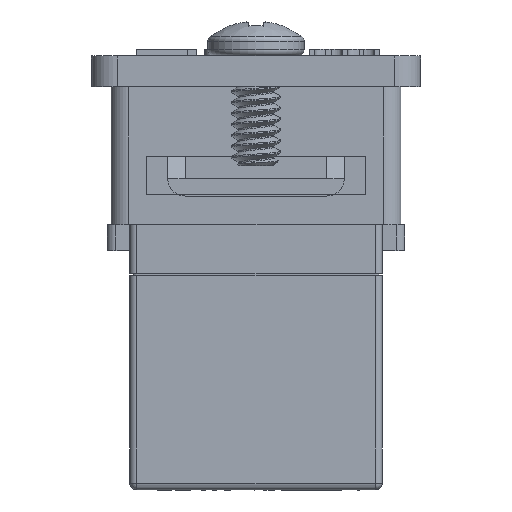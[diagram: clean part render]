
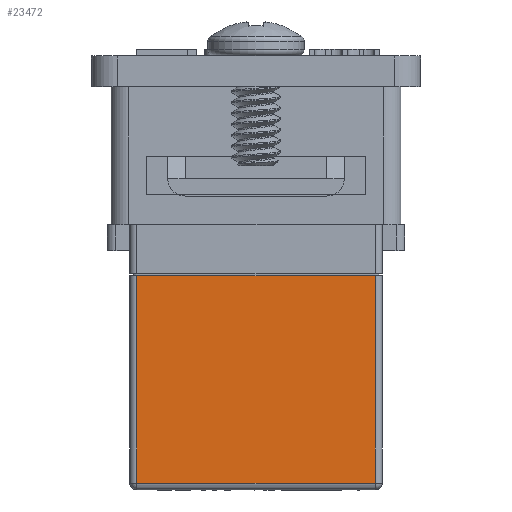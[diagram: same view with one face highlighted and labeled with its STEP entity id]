
A CAD part, front view. The second image highlights one B-rep face of the part: STEP entity #23472.
In plain terms, the highlighted planar face has unit normal (0, -1, 0).
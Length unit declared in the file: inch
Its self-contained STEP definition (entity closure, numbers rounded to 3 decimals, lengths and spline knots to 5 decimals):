
#1324 = VERTEX_POINT ( 'NONE', #26316 ) ;
#2271 = EDGE_LOOP ( 'NONE', ( #24921, #25104, #8857, #21010 ) ) ;
#3551 = EDGE_CURVE ( 'NONE', #1324, #3686, #8603, .T. ) ;
#3686 = VERTEX_POINT ( 'NONE', #16732 ) ;
#5762 = FACE_OUTER_BOUND ( 'NONE', #2271, .T. ) ;
#7946 = VECTOR ( 'NONE', #11722, 39.37008 ) ;
#8135 = VECTOR ( 'NONE', #21982, 39.37008 ) ;
#8603 = LINE ( 'NONE', #26194, #7946 ) ;
#8857 = ORIENTED_EDGE ( 'NONE', *, *, #13281, .T. ) ;
#9322 = CARTESIAN_POINT ( 'NONE',  ( 0.27165, -0.31693, 0.49213 ) ) ;
#9717 = PLANE ( 'NONE',  #10851 ) ;
#9999 = DIRECTION ( 'NONE',  ( 1., 0., 0. ) ) ;
#10851 = AXIS2_PLACEMENT_3D ( 'NONE', #24194, #26256, #13878 ) ;
#11673 = CARTESIAN_POINT ( 'NONE',  ( 0.2874, -0.31693, -0.47638 ) ) ;
#11722 = DIRECTION ( 'NONE',  ( 0., 0., -1. ) ) ;
#12960 = LINE ( 'NONE', #11673, #8135 ) ;
#13281 = EDGE_CURVE ( 'NONE', #3686, #18294, #12960, .T. ) ;
#13456 = VECTOR ( 'NONE', #9999, 39.37008 ) ;
#13479 = VECTOR ( 'NONE', #23781, 39.37008 ) ;
#13878 = DIRECTION ( 'NONE',  ( -1., 0., 0. ) ) ;
#15828 = EDGE_CURVE ( 'NONE', #1324, #17152, #25759, .T. ) ;
#16732 = CARTESIAN_POINT ( 'NONE',  ( -0.27165, -0.31693, -0.47638 ) ) ;
#17152 = VERTEX_POINT ( 'NONE', #18024 ) ;
#17704 = LINE ( 'NONE', #9322, #13479 ) ;
#18024 = CARTESIAN_POINT ( 'NONE',  ( 0.27165, -0.31693, -0.00394 ) ) ;
#18222 = CARTESIAN_POINT ( 'NONE',  ( 0.27165, -0.31693, -0.00394 ) ) ;
#18294 = VERTEX_POINT ( 'NONE', #18506 ) ;
#18506 = CARTESIAN_POINT ( 'NONE',  ( 0.27165, -0.31693, -0.47638 ) ) ;
#21010 = ORIENTED_EDGE ( 'NONE', *, *, #24303, .T. ) ;
#21982 = DIRECTION ( 'NONE',  ( 1., 0., 0. ) ) ;
#23472 = ADVANCED_FACE ( 'NONE', ( #5762 ), #9717, .F. ) ;
#23781 = DIRECTION ( 'NONE',  ( 0., 0., 1. ) ) ;
#24194 = CARTESIAN_POINT ( 'NONE',  ( 0.2874, -0.31693, 0.49213 ) ) ;
#24303 = EDGE_CURVE ( 'NONE', #18294, #17152, #17704, .T. ) ;
#24921 = ORIENTED_EDGE ( 'NONE', *, *, #15828, .F. ) ;
#25104 = ORIENTED_EDGE ( 'NONE', *, *, #3551, .T. ) ;
#25759 = LINE ( 'NONE', #18222, #13456 ) ;
#26194 = CARTESIAN_POINT ( 'NONE',  ( -0.27165, -0.31693, 0.49213 ) ) ;
#26256 = DIRECTION ( 'NONE',  ( 0., 1., 0. ) ) ;
#26316 = CARTESIAN_POINT ( 'NONE',  ( -0.27165, -0.31693, -0.00394 ) ) ;
